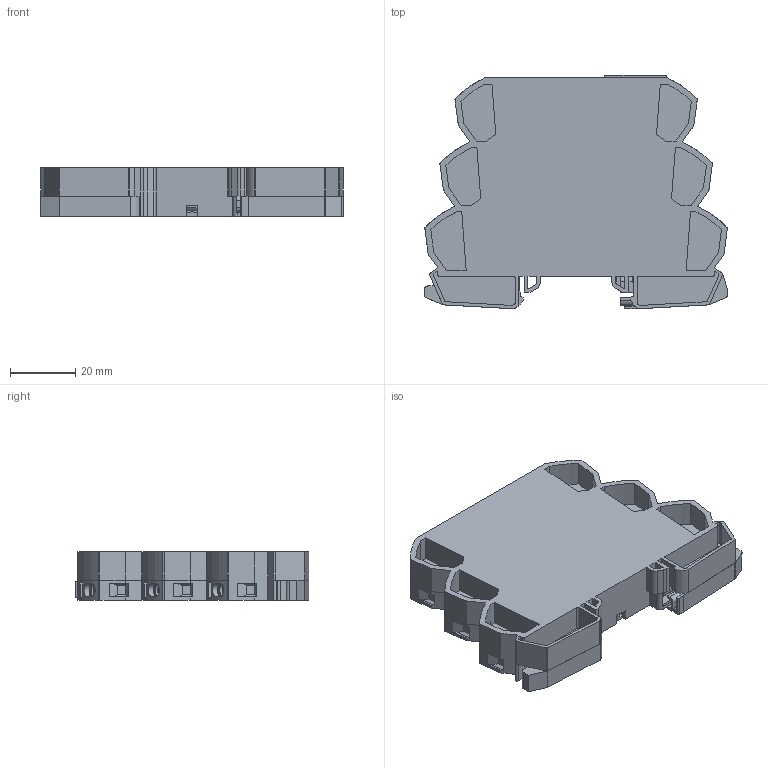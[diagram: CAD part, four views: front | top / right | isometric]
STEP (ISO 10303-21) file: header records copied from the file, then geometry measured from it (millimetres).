
FILE_DESCRIPTION((''),'2;1');
FILE_NAME('CAD-8514_SW0001','2022-08-08T11:24:21',('creinig-se'),(''),'CREO PARAMETRIC BY PTC INC, 2019292','CREO PARAMETRIC BY PTC INC, 2019292','');
FILE_SCHEMA(('CONFIG_CONTROL_DESIGN','SHAPE_APPEARANCE_LAYERS_GROUPS'));
Products named in the file (1): CAD-8514_SW0001
Bounding box: 93.08 x 71.8 x 14.9 mm (x, y, z)
Volume: 68806.5 mm3; surface area: 26988.4 mm2
Topology: 5 solids, 5 shells, 1581 faces, 4588 edges, 3012 vertices
Faces by surface type: plane 933, cylinder 420, bspline 178, torus 32, cone 12, extrusion 6
Entity records: 69937 total; most frequent: CARTESIAN_POINT 18168, ORIENTED_EDGE 9176, DIRECTION 7706, EDGE_CURVE 4588, VERTEX_POINT 3012, VECTOR 2930, LINE 2924, AXIS2_PLACEMENT_3D 2388
